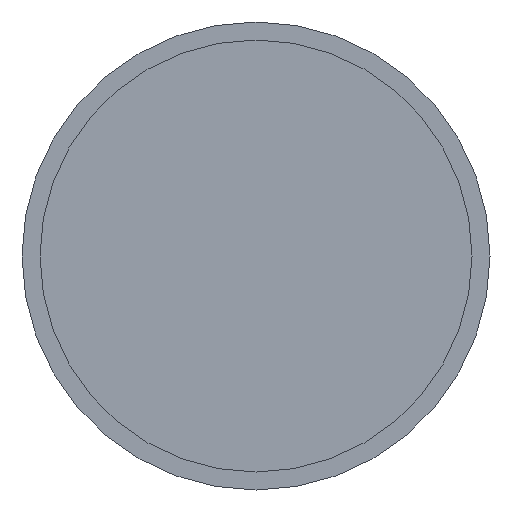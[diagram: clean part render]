
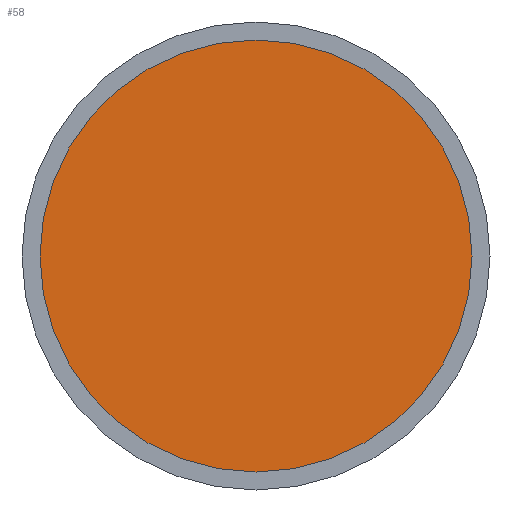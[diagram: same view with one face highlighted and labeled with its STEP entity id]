
A CAD part, front view. The second image highlights one B-rep face of the part: STEP entity #58.
In plain terms, the highlighted planar face has unit normal (0, -1, 0).
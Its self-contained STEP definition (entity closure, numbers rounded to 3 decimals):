
#58 = ADVANCED_FACE( '', ( #140 ), #141, .F. );
#140 = FACE_OUTER_BOUND( '', #255, .T. );
#141 = PLANE( '', #256 );
#255 = EDGE_LOOP( '', ( #402 ) );
#256 = AXIS2_PLACEMENT_3D( '', #403, #404, #405 );
#402 = ORIENTED_EDGE( '', *, *, #632, .T. );
#403 = CARTESIAN_POINT( '', ( 30., 3., 0. ) );
#404 = DIRECTION( '', ( 0., 1., 0. ) );
#405 = DIRECTION( '', ( 0., 0., 1. ) );
#632 = EDGE_CURVE( '', #721, #721, #722, .T. );
#721 = VERTEX_POINT( '', #845 );
#722 = CIRCLE( '', #846, 30. );
#845 = CARTESIAN_POINT( '', ( 0., 3., -30. ) );
#846 = AXIS2_PLACEMENT_3D( '', #992, #993, #994 );
#992 = CARTESIAN_POINT( '', ( 0., 3., 0. ) );
#993 = DIRECTION( '', ( 0., -1., 0. ) );
#994 = DIRECTION( '', ( 0., 0., -1. ) );
